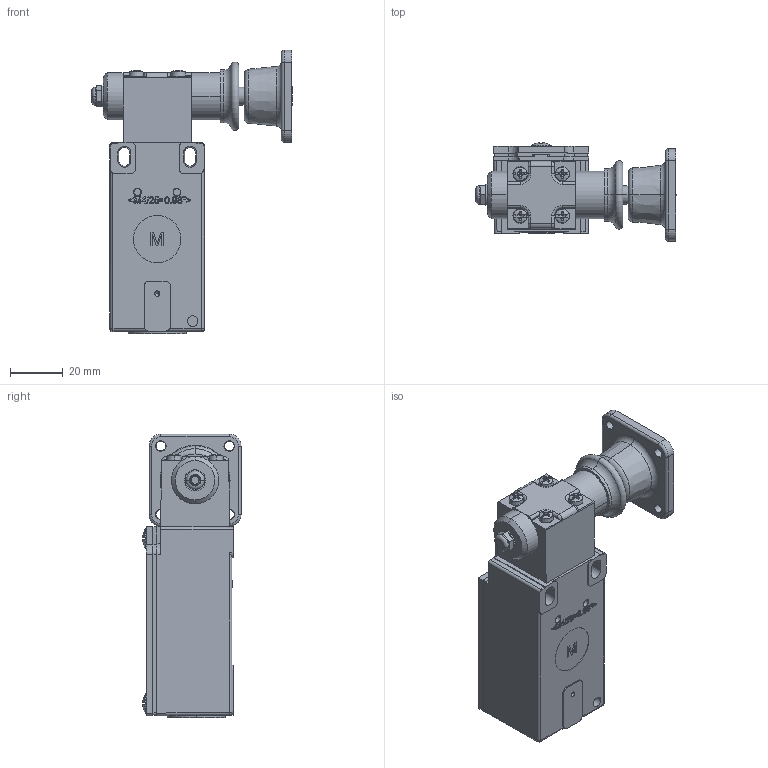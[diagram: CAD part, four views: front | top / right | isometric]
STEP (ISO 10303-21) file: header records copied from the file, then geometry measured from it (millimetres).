
FILE_DESCRIPTION((''),'2;1');
FILE_NAME('GC-A2Z-VT-90GR_6116769064_ASM','2008-04-08T',('K.Falk'),(''),'PRO/ENGINEER BY PARAMETRIC TECHNOLOGY CORPORATION, 2005070','PRO/ENGINEER BY PARAMETRIC TECHNOLOGY CORPORATION, 2005070','');
FILE_SCHEMA(('AUTOMOTIVE_DESIGN_CC2 { 1 2 10303 214 -1 1 5 2 }'));
Length unit declared in the file: millimetre
Products named in the file (26): 3003900177; 3073700172_ASM; 3073701199_ASM; 3148800077; 3103102210; 3170100286; 2600964161; 3013961096_AF0; 3083700175_ASM; 3230509060_AF0; 3395700058_ASM; 3333300447; 3312300359; 2610433003; 2600000297; VT-AUFS_3912002040_ASM; 3302300721; 2610433033; 3013975069; 3083700122_ASM; 2640000021_AF0; 2610470061; VT-BETAETIGER_3912001275_ASM; 2600084170; 3230750071; GC-A2Z-VT-90GR_6116769064_ASM
Assembly tree (29 placements, depth 4):
  GC-A2Z-VT-90GR_6116769064_ASM
    3073701199_ASM
      3073700172_ASM
        3003900177
    3148800077
    3103102210
    3170100286
    2600964161  x2
    VT-AUFS_3912002040_ASM
      3083700175_ASM
        3013961096_AF0
      3395700058_ASM
        3230509060_AF0
      3333300447
      3312300359
      2610433003
      2600000297
    VT-BETAETIGER_3912001275_ASM
      3302300721
      2610433033
      3083700122_ASM
        3013975069
      2640000021_AF0
      2610470061
    2600084170  x4
    3230750071
Bounding box: 76.44 x 37.32 x 107.8 mm (x, y, z)
Volume: 59496.6 mm3; surface area: 56440.4 mm2
Topology: 22 solids, 47 shells, 1296 faces, 3139 edges, 1934 vertices
Faces by surface type: plane 596, cylinder 279, cone 170, extrusion 119, torus 75, bspline 38, sphere 19
Entity records: 44081 total; most frequent: CARTESIAN_POINT 9344, ORIENTED_EDGE 5282, DIRECTION 5231, PRESENTATION_STYLE_ASSIGNMENT 2699, EDGE_CURVE 2689, STYLED_ITEM 2683, CURVE_STYLE 2649, AXIS2_PLACEMENT_3D 1835
